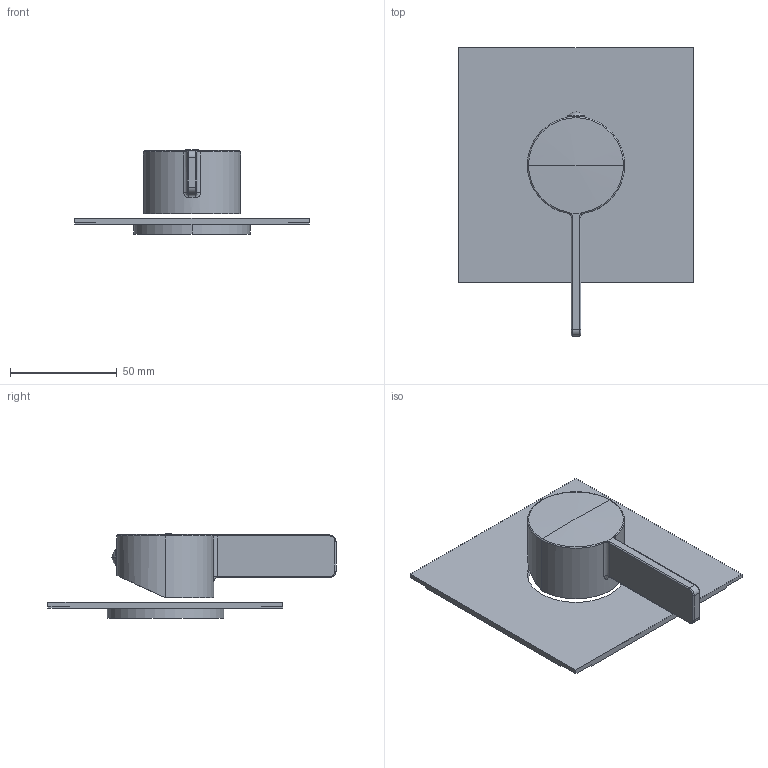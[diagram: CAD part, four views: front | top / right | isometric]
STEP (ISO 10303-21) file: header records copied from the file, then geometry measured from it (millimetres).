
FILE_DESCRIPTION((''),'2;1');
FILE_NAME('RO010CR-MEST','2021-11-04T11:16:04',('ut3'),('PAFFONI SpA'),'CREO PARAMETRIC BY PTC INC, 2020044','CREO PARAMETRIC BY PTC INC, 2020044','');
FILE_SCHEMA(('CONFIG_CONTROL_DESIGN','SHAPE_APPEARANCE_LAYERS_GROUPS'));
Length unit declared in the file: millimetre
Products named in the file (1): RO010CR-MEST
Bounding box: 110 x 135 x 39.5 mm (x, y, z)
Volume: 45914.6 mm3; surface area: 39973 mm2
Topology: 2 solids, 2 shells, 167 faces, 408 edges, 246 vertices
Faces by surface type: plane 74, cylinder 45, torus 19, cone 15, bspline 12, sphere 2
Entity records: 7203 total; most frequent: CARTESIAN_POINT 2121, ORIENTED_EDGE 808, DIRECTION 795, EDGE_CURVE 404, AXIS2_PLACEMENT_3D 292, VERTEX_POINT 246, VECTOR 211, LINE 211
